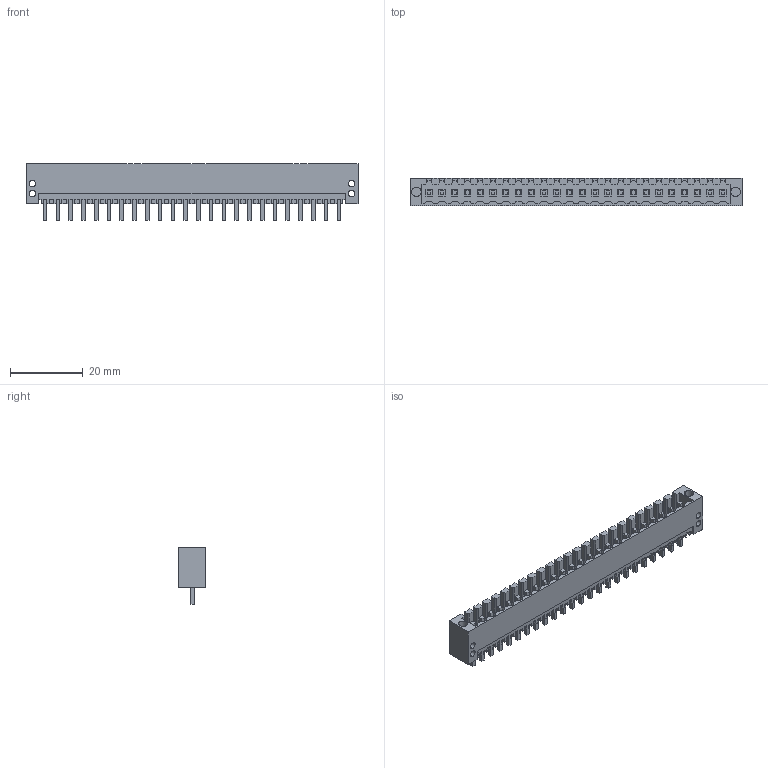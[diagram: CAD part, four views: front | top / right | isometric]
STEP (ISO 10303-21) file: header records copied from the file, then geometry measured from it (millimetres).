
FILE_DESCRIPTION(('CATIA V5 STEP Exchange','CAx-IF Rec.Pracs.--- Model Styling and Organization---1.2---2011-12-15'),'2;1');
FILE_NAME ('D1453600_0_1618980000_1618980000.stp','2018-03-12T06:02:30+00:00',('none'),('Weidmueller'),'CATIA Version 5-6 Release 2014','CATIA V5 STEP AP214','none');
FILE_SCHEMA(('AUTOMOTIVE_DESIGN { 1 0 10303 214 1 1 1 1 }'));
Length unit declared in the file: millimetre
Products named in the file (1): 1618980000
Bounding box: 91 x 7.45 x 15.55 mm (x, y, z)
Volume: 3067 mm3; surface area: 8214.6 mm2
Topology: 25 solids, 25 shells, 1378 faces, 4005 edges, 2705 vertices
Faces by surface type: plane 1332, cylinder 46
Entity records: 42810 total; most frequent: ORIENTED_EDGE 8002, CARTESIAN_POINT 7493, DIRECTION 5475, EDGE_CURVE 4001, VECTOR 3909, LINE 3909, VERTEX_POINT 2703, EDGE_LOOP 1470
